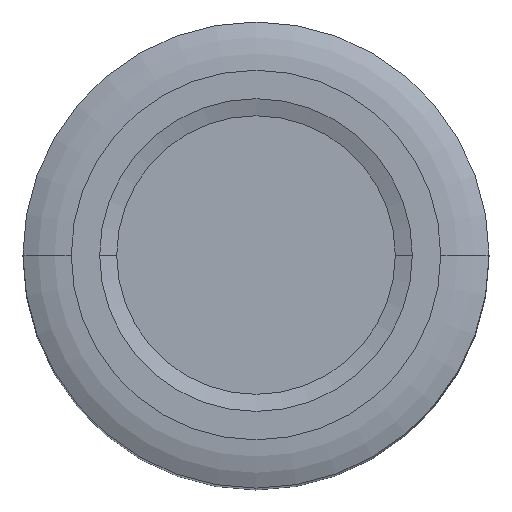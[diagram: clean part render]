
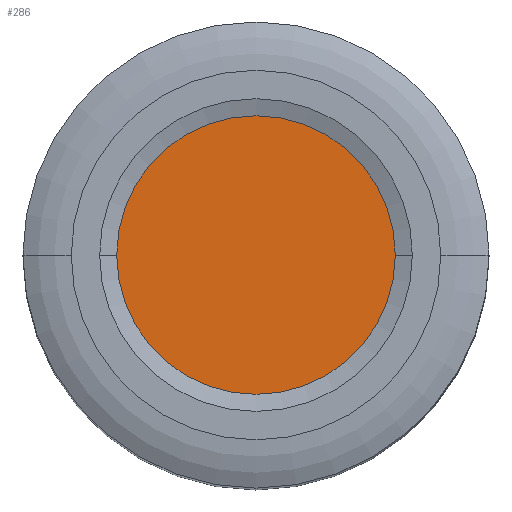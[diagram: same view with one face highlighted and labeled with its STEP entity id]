
A CAD part, top view. The second image highlights one B-rep face of the part: STEP entity #286.
In plain terms, the highlighted planar face has unit normal (0, 0, 1).
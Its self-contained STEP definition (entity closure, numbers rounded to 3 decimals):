
#26 = CARTESIAN_POINT ( 'NONE',  ( 0., 0., 52.269 ) ) ;
#31 = AXIS2_PLACEMENT_3D ( 'NONE', #179, #68, #121 ) ;
#38 = AXIS2_PLACEMENT_3D ( 'NONE', #26, #441, #321 ) ;
#45 = CIRCLE ( 'NONE', #31, 24.5 ) ;
#68 = DIRECTION ( 'NONE',  ( 0., 0., 1. ) ) ;
#121 = DIRECTION ( 'NONE',  ( 1., 0., 0. ) ) ;
#137 = PLANE ( 'NONE',  #479 ) ;
#144 = DIRECTION ( 'NONE',  ( 0., 0., -1. ) ) ;
#179 = CARTESIAN_POINT ( 'NONE',  ( 0., 0., 52.269 ) ) ;
#203 = ORIENTED_EDGE ( 'NONE', *, *, #735, .T. ) ;
#286 = ADVANCED_FACE ( 'NONE', ( #658 ), #137, .F. ) ;
#321 = DIRECTION ( 'NONE',  ( 1., 0., 0. ) ) ;
#322 = DIRECTION ( 'NONE',  ( -1., 0., 0. ) ) ;
#371 = CARTESIAN_POINT ( 'NONE',  ( 24.5, 0., 52.269 ) ) ;
#383 = CARTESIAN_POINT ( 'NONE',  ( 0., 0., 52.269 ) ) ;
#407 = ORIENTED_EDGE ( 'NONE', *, *, #574, .T. ) ;
#441 = DIRECTION ( 'NONE',  ( 0., 0., 1. ) ) ;
#470 = EDGE_LOOP ( 'NONE', ( #407, #203 ) ) ;
#479 = AXIS2_PLACEMENT_3D ( 'NONE', #383, #144, #322 ) ;
#518 = CARTESIAN_POINT ( 'NONE',  ( -24.5, 0., 52.269 ) ) ;
#573 = VERTEX_POINT ( 'NONE', #518 ) ;
#574 = EDGE_CURVE ( 'NONE', #713, #573, #45, .T. ) ;
#658 = FACE_OUTER_BOUND ( 'NONE', #470, .T. ) ;
#713 = VERTEX_POINT ( 'NONE', #371 ) ;
#719 = CIRCLE ( 'NONE', #38, 24.5 ) ;
#735 = EDGE_CURVE ( 'NONE', #573, #713, #719, .T. ) ;
